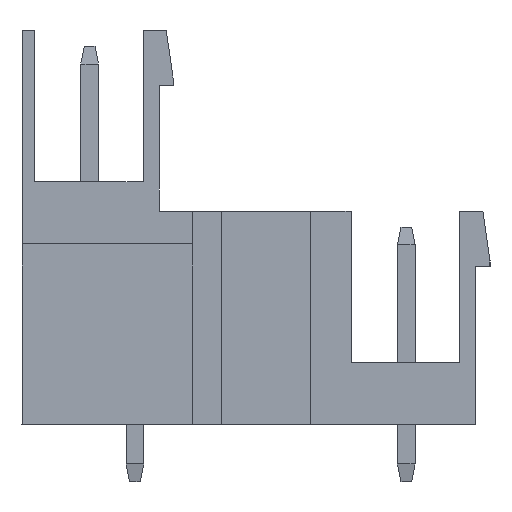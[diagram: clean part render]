
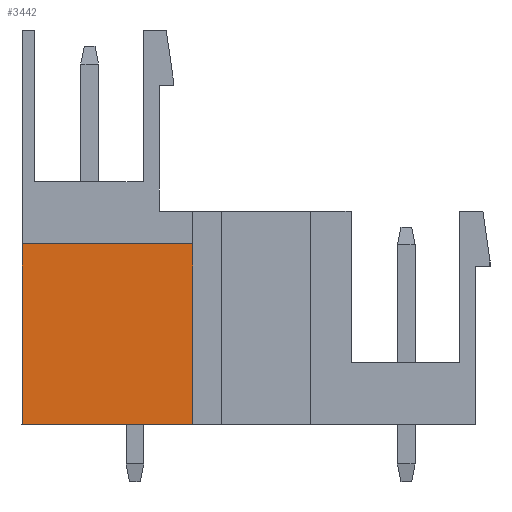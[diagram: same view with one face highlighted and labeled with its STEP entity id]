
A CAD part, left-side view. The second image highlights one B-rep face of the part: STEP entity #3442.
In plain terms, the highlighted planar face has unit normal (-1, 0, 0).
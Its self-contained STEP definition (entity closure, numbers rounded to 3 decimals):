
#3429=AXIS2_PLACEMENT_3D('Plane Axis2P3D',#3426,#3427,#3428) ;
#2265=CARTESIAN_POINT('Vertex',(1.,26.28,3.2)) ;
#2268=CARTESIAN_POINT('Line Origine',(1.,26.28,8.28)) ;
#2272=CARTESIAN_POINT('Vertex',(1.,26.28,13.36)) ;
#2350=CARTESIAN_POINT('Vertex',(1.,16.7,3.2)) ;
#2353=CARTESIAN_POINT('Line Origine',(1.,21.49,3.2)) ;
#3409=CARTESIAN_POINT('Vertex',(1.,16.7,13.36)) ;
#3412=CARTESIAN_POINT('Line Origine',(1.,16.7,8.28)) ;
#3426=CARTESIAN_POINT('Axis2P3D Location',(1.,0.,13.36)) ;
#3431=CARTESIAN_POINT('Line Origine',(1.,21.49,13.36)) ;
#2269=DIRECTION('Vector Direction',(0.,0.,-1.)) ;
#2354=DIRECTION('Vector Direction',(0.,1.,0.)) ;
#3413=DIRECTION('Vector Direction',(0.,0.,1.)) ;
#3427=DIRECTION('Axis2P3D Direction',(1.,-0.,0.)) ;
#3428=DIRECTION('Axis2P3D XDirection',(0.,0.,-1.)) ;
#3432=DIRECTION('Vector Direction',(0.,1.,0.)) ;
#2270=VECTOR('Line Direction',#2269,1.) ;
#2355=VECTOR('Line Direction',#2354,1.) ;
#3414=VECTOR('Line Direction',#3413,1.) ;
#3433=VECTOR('Line Direction',#3432,1.) ;
#3437=ORIENTED_EDGE('',*,*,#3416,.T.) ;
#3438=ORIENTED_EDGE('',*,*,#3435,.T.) ;
#3439=ORIENTED_EDGE('',*,*,#2274,.T.) ;
#3440=ORIENTED_EDGE('',*,*,#2357,.F.) ;
#3442=ADVANCED_FACE('Housing',(#3441),#3430,.F.) ;
#2274=EDGE_CURVE('',#2273,#2266,#2271,.T.) ;
#2357=EDGE_CURVE('',#2351,#2266,#2356,.T.) ;
#3416=EDGE_CURVE('',#2351,#3410,#3415,.T.) ;
#3435=EDGE_CURVE('',#3410,#2273,#3434,.T.) ;
#3436=EDGE_LOOP('',(#3437,#3438,#3439,#3440)) ;
#3441=FACE_OUTER_BOUND('',#3436,.T.) ;
#2271=LINE('Line',#2268,#2270) ;
#2356=LINE('Line',#2353,#2355) ;
#3415=LINE('Line',#3412,#3414) ;
#3434=LINE('Line',#3431,#3433) ;
#3430=PLANE('',#3429) ;
#2266=VERTEX_POINT('',#2265) ;
#2273=VERTEX_POINT('',#2272) ;
#2351=VERTEX_POINT('',#2350) ;
#3410=VERTEX_POINT('',#3409) ;
